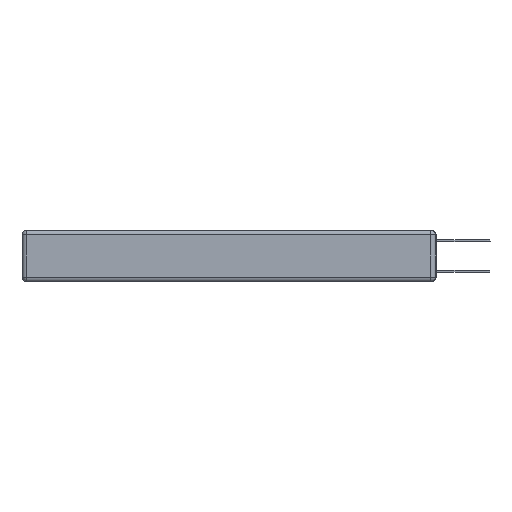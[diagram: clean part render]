
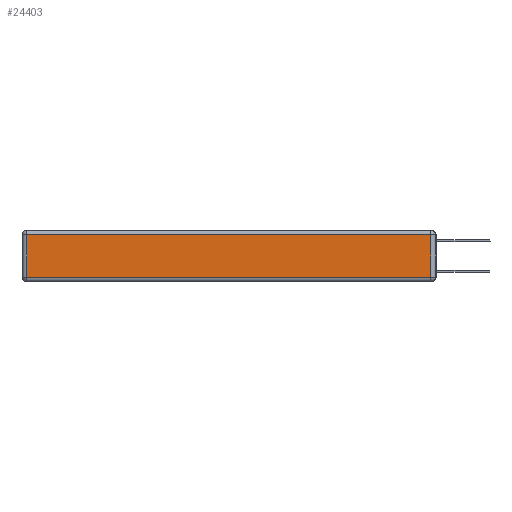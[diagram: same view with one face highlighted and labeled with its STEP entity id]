
A CAD part, left-side view. The second image highlights one B-rep face of the part: STEP entity #24403.
In plain terms, the highlighted planar face has unit normal (-1, 0, 0).
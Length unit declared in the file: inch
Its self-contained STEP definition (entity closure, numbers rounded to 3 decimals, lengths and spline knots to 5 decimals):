
#1553 = LINE ( 'NONE', #11321, #22923 ) ;
#1616 = DIRECTION ( 'NONE',  ( -1., 0., 0. ) ) ;
#1796 = PLANE ( 'NONE',  #18954 ) ;
#2117 = CARTESIAN_POINT ( 'NONE',  ( 0., 2.72, -0.313 ) ) ;
#3178 = VECTOR ( 'NONE', #6169, 39.37008 ) ;
#5362 = CARTESIAN_POINT ( 'NONE',  ( 0., 0.03, -0.03 ) ) ;
#5735 = VERTEX_POINT ( 'NONE', #2117 ) ;
#6169 = DIRECTION ( 'NONE',  ( 0., 0., -1. ) ) ;
#6205 = VERTEX_POINT ( 'NONE', #27882 ) ;
#7412 = ORIENTED_EDGE ( 'NONE', *, *, #22973, .T. ) ;
#7923 = LINE ( 'NONE', #23552, #19993 ) ;
#8271 = DIRECTION ( 'NONE',  ( 0., 0., 1. ) ) ;
#8328 = CARTESIAN_POINT ( 'NONE',  ( 0., 2.72, -0.343 ) ) ;
#11321 = CARTESIAN_POINT ( 'NONE',  ( 0., 0., -0.313 ) ) ;
#12477 = CARTESIAN_POINT ( 'NONE',  ( 0., 0.03, -0.343 ) ) ;
#14048 = LINE ( 'NONE', #12477, #27539 ) ;
#16669 = LINE ( 'NONE', #8328, #3178 ) ;
#16897 = DIRECTION ( 'NONE',  ( 0., 0., 1. ) ) ;
#16992 = ORIENTED_EDGE ( 'NONE', *, *, #25089, .T. ) ;
#18792 = FACE_OUTER_BOUND ( 'NONE', #28509, .T. ) ;
#18945 = DIRECTION ( 'NONE',  ( 0., 1., 0. ) ) ;
#18954 = AXIS2_PLACEMENT_3D ( 'NONE', #23890, #1616, #8271 ) ;
#19993 = VECTOR ( 'NONE', #18945, 39.37008 ) ;
#21195 = EDGE_CURVE ( 'NONE', #21734, #22577, #7923, .T. ) ;
#21734 = VERTEX_POINT ( 'NONE', #5362 ) ;
#22577 = VERTEX_POINT ( 'NONE', #28153 ) ;
#22923 = VECTOR ( 'NONE', #24671, 39.37008 ) ;
#22973 = EDGE_CURVE ( 'NONE', #6205, #21734, #14048, .T. ) ;
#23552 = CARTESIAN_POINT ( 'NONE',  ( 0., 2.75, -0.03 ) ) ;
#23890 = CARTESIAN_POINT ( 'NONE',  ( 0., 0., -0.343 ) ) ;
#24213 = ORIENTED_EDGE ( 'NONE', *, *, #28180, .T. ) ;
#24403 = ADVANCED_FACE ( 'NONE', ( #18792 ), #1796, .T. ) ;
#24533 = ORIENTED_EDGE ( 'NONE', *, *, #21195, .T. ) ;
#24671 = DIRECTION ( 'NONE',  ( 0., -1., 0. ) ) ;
#25089 = EDGE_CURVE ( 'NONE', #22577, #5735, #16669, .T. ) ;
#27539 = VECTOR ( 'NONE', #16897, 39.37008 ) ;
#27882 = CARTESIAN_POINT ( 'NONE',  ( 0., 0.03, -0.313 ) ) ;
#28153 = CARTESIAN_POINT ( 'NONE',  ( 0., 2.72, -0.03 ) ) ;
#28180 = EDGE_CURVE ( 'NONE', #5735, #6205, #1553, .T. ) ;
#28509 = EDGE_LOOP ( 'NONE', ( #24213, #7412, #24533, #16992 ) ) ;
